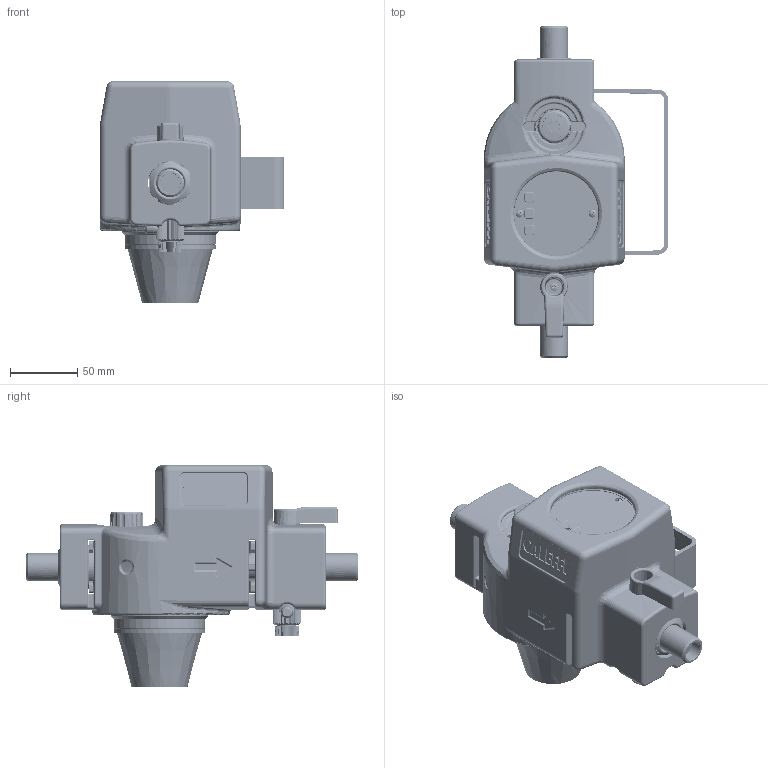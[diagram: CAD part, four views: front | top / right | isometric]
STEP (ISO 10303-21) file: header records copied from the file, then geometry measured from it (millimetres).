
FILE_DESCRIPTION(('CATIA V5 STEP Exchange'),'2;1');
FILE_NAME('STEP_580020_-_TST.stp','2019-01-15T07:55:16+00:00',('none'),('none'),'CATIA Version 5-6 Release 2016 SP4','CATIA V5 STEP AP203','none');
FILE_SCHEMA(('CONFIG_CONTROL_DESIGN'));
Products named in the file (1): 580020 - TST
Bounding box: 137.5 x 247.5 x 165.2 mm (x, y, z)
Volume: 1284743.8 mm3; surface area: 262682.7 mm2
Topology: 10 solids, 168 shells, 6778 faces, 16797 edges, 10274 vertices
Faces by surface type: plane 2578, bspline 1646, cylinder 1240, cone 564, torus 526, sphere 153, revolution 36, extrusion 35
Entity records: 297280 total; most frequent: CARTESIAN_POINT 163087, ORIENTED_EDGE 33128, DIRECTION 17459, EDGE_CURVE 16564, VERTEX_POINT 10274, AXIS2_PLACEMENT_3D 7204, EDGE_LOOP 7062, B_SPLINE_CURVE_WITH_KNOTS 6912
